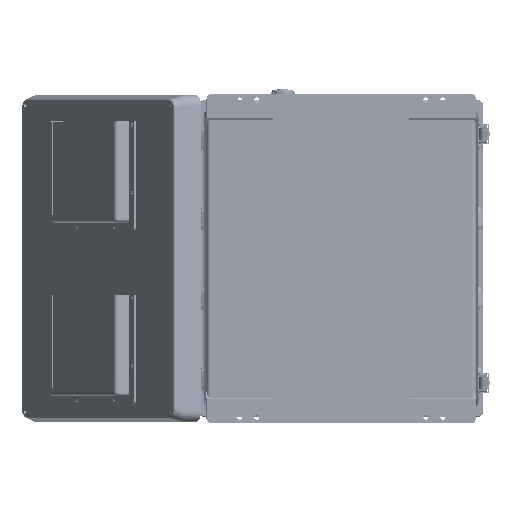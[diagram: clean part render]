
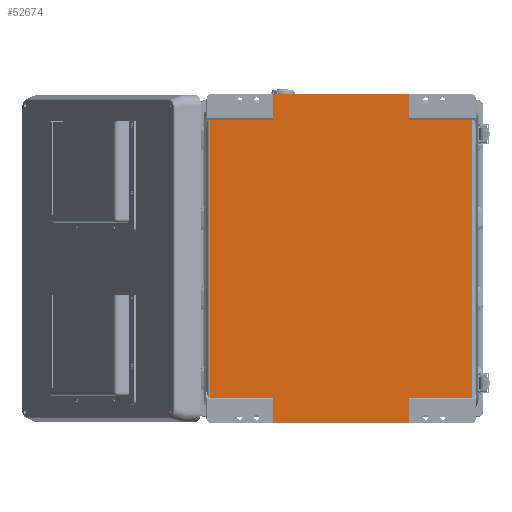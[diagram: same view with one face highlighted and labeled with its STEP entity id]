
A CAD part, front view. The second image highlights one B-rep face of the part: STEP entity #52674.
In plain terms, the highlighted planar face has unit normal (0, -1, 0).
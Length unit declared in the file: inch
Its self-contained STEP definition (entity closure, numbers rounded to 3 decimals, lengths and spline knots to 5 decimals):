
#1285 = VECTOR ( 'NONE', #56043, 39.37008 ) ;
#3104 = DIRECTION ( 'NONE',  ( 0., 0., 1. ) ) ;
#3259 = VERTEX_POINT ( 'NONE', #130509 ) ;
#3491 = LINE ( 'NONE', #155133, #71529 ) ;
#4815 = ORIENTED_EDGE ( 'NONE', *, *, #50112, .F. ) ;
#11458 = VECTOR ( 'NONE', #179110, 39.37008 ) ;
#13212 = ORIENTED_EDGE ( 'NONE', *, *, #97054, .T. ) ;
#14757 = CARTESIAN_POINT ( 'NONE',  ( 8.11811, 0.05906, -1.51961 ) ) ;
#15176 = CARTESIAN_POINT ( 'NONE',  ( -8.11811, 0.05906, -1.51961 ) ) ;
#17770 = LINE ( 'NONE', #144482, #139463 ) ;
#20778 = ORIENTED_EDGE ( 'NONE', *, *, #163072, .T. ) ;
#24893 = AXIS2_PLACEMENT_3D ( 'NONE', #185009, #41628, #105439 ) ;
#25640 = CARTESIAN_POINT ( 'NONE',  ( -7.73754, 0.05906, -17.96858 ) ) ;
#32556 = LINE ( 'NONE', #14757, #135962 ) ;
#41628 = DIRECTION ( 'NONE',  ( 0., 1., 0. ) ) ;
#45760 = VECTOR ( 'NONE', #139659, 39.37008 ) ;
#45792 = CARTESIAN_POINT ( 'NONE',  ( -4.03163, 0.05906, -19.48819 ) ) ;
#47281 = ORIENTED_EDGE ( 'NONE', *, *, #178001, .F. ) ;
#47877 = CARTESIAN_POINT ( 'NONE',  ( 4.03163, 0.05906, -17.96858 ) ) ;
#49482 = DIRECTION ( 'NONE',  ( -1., 0., 0. ) ) ;
#49776 = VERTEX_POINT ( 'NONE', #45792 ) ;
#50112 = EDGE_CURVE ( 'NONE', #79840, #169081, #87469, .T. ) ;
#50581 = VERTEX_POINT ( 'NONE', #201348 ) ;
#52674 = ADVANCED_FACE ( 'NONE', ( #72965 ), #200716, .F. ) ;
#56043 = DIRECTION ( 'NONE',  ( -1., 0., 0. ) ) ;
#56088 = EDGE_CURVE ( 'NONE', #65469, #85539, #17770, .T. ) ;
#65469 = VERTEX_POINT ( 'NONE', #70436 ) ;
#67491 = CARTESIAN_POINT ( 'NONE',  ( -8.11811, 0.05906, -17.96858 ) ) ;
#70436 = CARTESIAN_POINT ( 'NONE',  ( 4.03163, 0.05906, -1.51961 ) ) ;
#71529 = VECTOR ( 'NONE', #91261, 39.37008 ) ;
#72965 = FACE_OUTER_BOUND ( 'NONE', #87671, .T. ) ;
#73850 = EDGE_CURVE ( 'NONE', #3259, #161494, #143058, .T. ) ;
#74900 = ORIENTED_EDGE ( 'NONE', *, *, #56088, .T. ) ;
#77094 = CARTESIAN_POINT ( 'NONE',  ( -4.03163, 0.05906, 0.85787 ) ) ;
#79840 = VERTEX_POINT ( 'NONE', #141157 ) ;
#81015 = DIRECTION ( 'NONE',  ( 0., 0., 1. ) ) ;
#82095 = LINE ( 'NONE', #15176, #84577 ) ;
#83294 = ORIENTED_EDGE ( 'NONE', *, *, #111901, .F. ) ;
#84104 = LINE ( 'NONE', #165736, #168800 ) ;
#84577 = VECTOR ( 'NONE', #144968, 39.37008 ) ;
#85274 = CARTESIAN_POINT ( 'NONE',  ( -4.03163, 0.05906, -17.96858 ) ) ;
#85539 = VERTEX_POINT ( 'NONE', #177653 ) ;
#85911 = EDGE_CURVE ( 'NONE', #184438, #3259, #82095, .T. ) ;
#87469 = LINE ( 'NONE', #199522, #1285 ) ;
#87671 = EDGE_LOOP ( 'NONE', ( #83294, #134900, #206213, #47281, #113169, #4815, #198992, #20778, #74900, #13212, #143733, #111076 ) ) ;
#91261 = DIRECTION ( 'NONE',  ( 0., 0., -1. ) ) ;
#94712 = CARTESIAN_POINT ( 'NONE',  ( 8.11811, 0.05906, 0. ) ) ;
#97054 = EDGE_CURVE ( 'NONE', #85539, #161494, #186941, .T. ) ;
#97547 = VECTOR ( 'NONE', #131382, 39.37008 ) ;
#98646 = CARTESIAN_POINT ( 'NONE',  ( 8.11811, 0.05906, -19.48819 ) ) ;
#104048 = CARTESIAN_POINT ( 'NONE',  ( -4.03163, 0.05906, 0. ) ) ;
#105439 = DIRECTION ( 'NONE',  ( 0., 0., 1. ) ) ;
#107205 = LINE ( 'NONE', #189872, #45760 ) ;
#109967 = VERTEX_POINT ( 'NONE', #25640 ) ;
#111076 = ORIENTED_EDGE ( 'NONE', *, *, #85911, .F. ) ;
#111901 = EDGE_CURVE ( 'NONE', #109967, #184438, #194828, .T. ) ;
#112650 = DIRECTION ( 'NONE',  ( 0., 0., 1. ) ) ;
#113169 = ORIENTED_EDGE ( 'NONE', *, *, #133240, .F. ) ;
#114927 = EDGE_CURVE ( 'NONE', #79840, #189736, #84104, .T. ) ;
#118183 = CARTESIAN_POINT ( 'NONE',  ( -7.73754, 0.05906, -1.51961 ) ) ;
#130509 = CARTESIAN_POINT ( 'NONE',  ( -4.03163, 0.05906, -1.51961 ) ) ;
#130969 = CARTESIAN_POINT ( 'NONE',  ( -7.73754, 0.05906, -1.51961 ) ) ;
#131382 = DIRECTION ( 'NONE',  ( 1., 0., 0. ) ) ;
#133240 = EDGE_CURVE ( 'NONE', #169081, #50581, #107205, .T. ) ;
#134900 = ORIENTED_EDGE ( 'NONE', *, *, #186442, .T. ) ;
#135962 = VECTOR ( 'NONE', #172865, 39.37008 ) ;
#139463 = VECTOR ( 'NONE', #3104, 39.37008 ) ;
#139659 = DIRECTION ( 'NONE',  ( 0., 0., -1. ) ) ;
#141157 = CARTESIAN_POINT ( 'NONE',  ( 7.73754, 0.05906, -17.96858 ) ) ;
#143058 = LINE ( 'NONE', #77094, #149073 ) ;
#143733 = ORIENTED_EDGE ( 'NONE', *, *, #73850, .F. ) ;
#144482 = CARTESIAN_POINT ( 'NONE',  ( 4.03163, 0.05906, 0.85787 ) ) ;
#144968 = DIRECTION ( 'NONE',  ( 1., 0., 0. ) ) ;
#147069 = LINE ( 'NONE', #67491, #97547 ) ;
#149073 = VECTOR ( 'NONE', #112650, 39.37008 ) ;
#155133 = CARTESIAN_POINT ( 'NONE',  ( -4.03163, 0.05906, -20.34606 ) ) ;
#158602 = DIRECTION ( 'NONE',  ( -1., 0., 0. ) ) ;
#161494 = VERTEX_POINT ( 'NONE', #104048 ) ;
#163072 = EDGE_CURVE ( 'NONE', #189736, #65469, #32556, .T. ) ;
#165736 = CARTESIAN_POINT ( 'NONE',  ( 7.73754, 0.05906, -1.51961 ) ) ;
#168800 = VECTOR ( 'NONE', #81015, 39.37008 ) ;
#169081 = VERTEX_POINT ( 'NONE', #47877 ) ;
#172300 = VERTEX_POINT ( 'NONE', #85274 ) ;
#172865 = DIRECTION ( 'NONE',  ( -1., 0., 0. ) ) ;
#173617 = EDGE_CURVE ( 'NONE', #172300, #49776, #3491, .T. ) ;
#174800 = CARTESIAN_POINT ( 'NONE',  ( 7.73754, 0.05906, -1.51961 ) ) ;
#177653 = CARTESIAN_POINT ( 'NONE',  ( 4.03163, 0.05906, 0. ) ) ;
#178001 = EDGE_CURVE ( 'NONE', #50581, #49776, #192912, .T. ) ;
#179110 = DIRECTION ( 'NONE',  ( 0., 0., 1. ) ) ;
#184438 = VERTEX_POINT ( 'NONE', #118183 ) ;
#185009 = CARTESIAN_POINT ( 'NONE',  ( 8.11811, 0.05906, -1.51961 ) ) ;
#186442 = EDGE_CURVE ( 'NONE', #109967, #172300, #147069, .T. ) ;
#186941 = LINE ( 'NONE', #94712, #193068 ) ;
#189172 = VECTOR ( 'NONE', #49482, 39.37008 ) ;
#189736 = VERTEX_POINT ( 'NONE', #174800 ) ;
#189872 = CARTESIAN_POINT ( 'NONE',  ( 4.03163, 0.05906, -20.34606 ) ) ;
#192912 = LINE ( 'NONE', #98646, #189172 ) ;
#193068 = VECTOR ( 'NONE', #158602, 39.37008 ) ;
#194828 = LINE ( 'NONE', #130969, #11458 ) ;
#198992 = ORIENTED_EDGE ( 'NONE', *, *, #114927, .T. ) ;
#199522 = CARTESIAN_POINT ( 'NONE',  ( 8.11811, 0.05906, -17.96858 ) ) ;
#200716 = PLANE ( 'NONE',  #24893 ) ;
#201348 = CARTESIAN_POINT ( 'NONE',  ( 4.03163, 0.05906, -19.48819 ) ) ;
#206213 = ORIENTED_EDGE ( 'NONE', *, *, #173617, .T. ) ;
